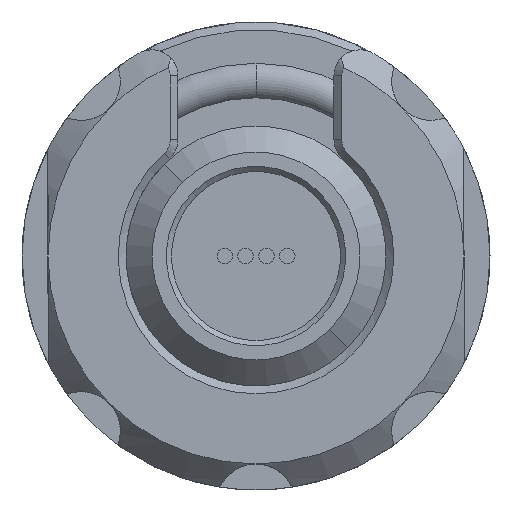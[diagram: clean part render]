
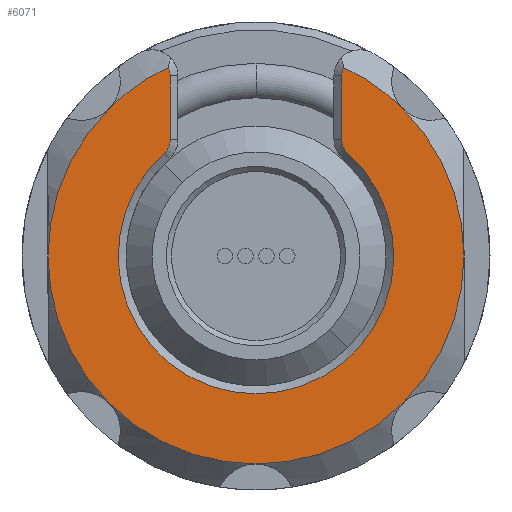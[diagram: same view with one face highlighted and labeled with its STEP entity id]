
A CAD part, front view. The second image highlights one B-rep face of the part: STEP entity #6071.
In plain terms, the highlighted planar face has unit normal (0, -1, 0).
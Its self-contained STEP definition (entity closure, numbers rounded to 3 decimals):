
#195 = DIRECTION ( 'NONE',  ( 0.707, 0., 0.707 ) ) ;
#207 = CIRCLE ( 'NONE', #2293, 8. ) ;
#247 = CIRCLE ( 'NONE', #638, 8. ) ;
#262 = EDGE_CURVE ( 'NONE', #4043, #5632, #5377, .T. ) ;
#268 = ORIENTED_EDGE ( 'NONE', *, *, #5025, .T. ) ;
#308 = AXIS2_PLACEMENT_3D ( 'NONE', #5736, #2064, #2024 ) ;
#310 = EDGE_CURVE ( 'NONE', #7302, #7067, #4086, .T. ) ;
#318 = VERTEX_POINT ( 'NONE', #7309 ) ;
#366 = EDGE_CURVE ( 'NONE', #5632, #7302, #1721, .T. ) ;
#456 = AXIS2_PLACEMENT_3D ( 'NONE', #5737, #2146, #195 ) ;
#470 = CIRCLE ( 'NONE', #6209, 0.7 ) ;
#543 = CARTESIAN_POINT ( 'NONE',  ( 0., -13.652, 0. ) ) ;
#585 = DIRECTION ( 'NONE',  ( 0., -1., 0. ) ) ;
#638 = AXIS2_PLACEMENT_3D ( 'NONE', #2631, #5125, #641 ) ;
#641 = DIRECTION ( 'NONE',  ( 0.707, 0., 0.707 ) ) ;
#666 = CARTESIAN_POINT ( 'NONE',  ( 0., -13.652, 0. ) ) ;
#710 = DIRECTION ( 'NONE',  ( 0.707, 0., 0.707 ) ) ;
#858 = ORIENTED_EDGE ( 'NONE', *, *, #310, .T. ) ;
#937 = VERTEX_POINT ( 'NONE', #6435 ) ;
#951 = CARTESIAN_POINT ( 'NONE',  ( 3.379, -13.652, 7.251 ) ) ;
#975 = EDGE_CURVE ( 'NONE', #4511, #1472, #5003, .T. ) ;
#1061 = DIRECTION ( 'NONE',  ( 0., -1., 0. ) ) ;
#1181 = CARTESIAN_POINT ( 'NONE',  ( 5.657, -13.652, 5.657 ) ) ;
#1190 = DIRECTION ( 'NONE',  ( 0.707, 0., 0.707 ) ) ;
#1196 = CARTESIAN_POINT ( 'NONE',  ( 3.3, -13.652, 4.472 ) ) ;
#1304 = ORIENTED_EDGE ( 'NONE', *, *, #2098, .T. ) ;
#1398 = CIRCLE ( 'NONE', #5968, 8. ) ;
#1472 = VERTEX_POINT ( 'NONE', #7195 ) ;
#1489 = ORIENTED_EDGE ( 'NONE', *, *, #7046, .T. ) ;
#1529 = VERTEX_POINT ( 'NONE', #1196 ) ;
#1577 = EDGE_LOOP ( 'NONE', ( #858, #3036, #268, #4561, #4084, #6879, #1304, #1489, #4599, #5567, #7446, #7733, #6576, #4824, #7514 ) ) ;
#1721 = CIRCLE ( 'NONE', #4210, 0.7 ) ;
#1732 = CARTESIAN_POINT ( 'NONE',  ( -4., -13.652, 6.928 ) ) ;
#1851 = AXIS2_PLACEMENT_3D ( 'NONE', #4002, #2169, #2045 ) ;
#1928 = CIRCLE ( 'NONE', #3759, 8. ) ;
#2011 = CIRCLE ( 'NONE', #456, 8. ) ;
#2024 = DIRECTION ( 'NONE',  ( 0., 0., 1. ) ) ;
#2045 = DIRECTION ( 'NONE',  ( 0., 0., 1. ) ) ;
#2060 = CIRCLE ( 'NONE', #7015, 8. ) ;
#2064 = DIRECTION ( 'NONE',  ( 0., -1., 0. ) ) ;
#2098 = EDGE_CURVE ( 'NONE', #6719, #4951, #2011, .T. ) ;
#2146 = DIRECTION ( 'NONE',  ( 0., -1., 0. ) ) ;
#2169 = DIRECTION ( 'NONE',  ( 0., 1., 0. ) ) ;
#2175 = VERTEX_POINT ( 'NONE', #4761 ) ;
#2237 = DIRECTION ( 'NONE',  ( 0., -1., 0. ) ) ;
#2279 = DIRECTION ( 'NONE',  ( 0.707, 0., 0.707 ) ) ;
#2293 = AXIS2_PLACEMENT_3D ( 'NONE', #3634, #3592, #1190 ) ;
#2452 = CARTESIAN_POINT ( 'NONE',  ( 4., -13.652, 4.472 ) ) ;
#2454 = DIRECTION ( 'NONE',  ( 0.707, 0., 0.707 ) ) ;
#2607 = CIRCLE ( 'NONE', #7163, 8. ) ;
#2631 = CARTESIAN_POINT ( 'NONE',  ( 0., -13.652, 0. ) ) ;
#2858 = AXIS2_PLACEMENT_3D ( 'NONE', #4115, #1061, #2279 ) ;
#2938 = DIRECTION ( 'NONE',  ( 0., 0., 1. ) ) ;
#2985 = EDGE_CURVE ( 'NONE', #937, #3458, #207, .T. ) ;
#2998 = EDGE_CURVE ( 'NONE', #318, #5505, #6332, .T. ) ;
#3005 = CARTESIAN_POINT ( 'NONE',  ( 0., -13.652, 0. ) ) ;
#3021 = DIRECTION ( 'NONE',  ( 0., -1., 0. ) ) ;
#3036 = ORIENTED_EDGE ( 'NONE', *, *, #6232, .T. ) ;
#3098 = EDGE_CURVE ( 'NONE', #1529, #4043, #470, .T. ) ;
#3426 = CARTESIAN_POINT ( 'NONE',  ( -5.657, -13.652, 5.657 ) ) ;
#3458 = VERTEX_POINT ( 'NONE', #1181 ) ;
#3592 = DIRECTION ( 'NONE',  ( 0., -1., 0. ) ) ;
#3634 = CARTESIAN_POINT ( 'NONE',  ( 0., -13.652, 0. ) ) ;
#3671 = DIRECTION ( 'NONE',  ( 0.707, 0., 0.707 ) ) ;
#3759 = AXIS2_PLACEMENT_3D ( 'NONE', #3005, #4929, #4807 ) ;
#4002 = CARTESIAN_POINT ( 'NONE',  ( 0., -13.652, 0. ) ) ;
#4028 = CARTESIAN_POINT ( 'NONE',  ( 0., -13.652, 0. ) ) ;
#4043 = VERTEX_POINT ( 'NONE', #4789 ) ;
#4084 = ORIENTED_EDGE ( 'NONE', *, *, #2998, .T. ) ;
#4086 = LINE ( 'NONE', #6586, #7719 ) ;
#4115 = CARTESIAN_POINT ( 'NONE',  ( 0., -13.652, 0. ) ) ;
#4203 = CARTESIAN_POINT ( 'NONE',  ( -3.533, -13.652, 3.95 ) ) ;
#4210 = AXIS2_PLACEMENT_3D ( 'NONE', #4783, #4704, #2938 ) ;
#4230 = DIRECTION ( 'NONE',  ( 0., -1., 0. ) ) ;
#4243 = EDGE_CURVE ( 'NONE', #5505, #6719, #1398, .T. ) ;
#4286 = CIRCLE ( 'NONE', #5330, 0.7 ) ;
#4303 = CARTESIAN_POINT ( 'NONE',  ( -3.3, -13.652, 4.472 ) ) ;
#4511 = VERTEX_POINT ( 'NONE', #951 ) ;
#4520 = VERTEX_POINT ( 'NONE', #3426 ) ;
#4561 = ORIENTED_EDGE ( 'NONE', *, *, #7908, .T. ) ;
#4599 = ORIENTED_EDGE ( 'NONE', *, *, #2985, .T. ) ;
#4704 = DIRECTION ( 'NONE',  ( 0., -1., 0. ) ) ;
#4727 = CARTESIAN_POINT ( 'NONE',  ( 5.657, -13.652, -5.657 ) ) ;
#4728 = PLANE ( 'NONE',  #2858 ) ;
#4740 = DIRECTION ( 'NONE',  ( 0., 0., 1. ) ) ;
#4761 = CARTESIAN_POINT ( 'NONE',  ( -3.379, -13.652, 7.251 ) ) ;
#4783 = CARTESIAN_POINT ( 'NONE',  ( -4., -13.652, 4.472 ) ) ;
#4789 = CARTESIAN_POINT ( 'NONE',  ( 3.533, -13.652, 3.95 ) ) ;
#4807 = DIRECTION ( 'NONE',  ( 0.707, 0., 0.707 ) ) ;
#4824 = ORIENTED_EDGE ( 'NONE', *, *, #262, .T. ) ;
#4929 = DIRECTION ( 'NONE',  ( 0., -1., 0. ) ) ;
#4951 = VERTEX_POINT ( 'NONE', #4727 ) ;
#5003 = CIRCLE ( 'NONE', #308, 0.7 ) ;
#5025 = EDGE_CURVE ( 'NONE', #2175, #4520, #1928, .T. ) ;
#5125 = DIRECTION ( 'NONE',  ( 0., -1., 0. ) ) ;
#5330 = AXIS2_PLACEMENT_3D ( 'NONE', #1732, #4230, #6807 ) ;
#5336 = DIRECTION ( 'NONE',  ( 0., 0., -1. ) ) ;
#5377 = CIRCLE ( 'NONE', #1851, 5.3 ) ;
#5394 = EDGE_CURVE ( 'NONE', #3458, #4511, #2060, .T. ) ;
#5505 = VERTEX_POINT ( 'NONE', #7471 ) ;
#5567 = ORIENTED_EDGE ( 'NONE', *, *, #5394, .T. ) ;
#5612 = CARTESIAN_POINT ( 'NONE',  ( -3.3, -13.652, 6.928 ) ) ;
#5632 = VERTEX_POINT ( 'NONE', #4203 ) ;
#5736 = CARTESIAN_POINT ( 'NONE',  ( 4., -13.652, 6.928 ) ) ;
#5737 = CARTESIAN_POINT ( 'NONE',  ( 0., -13.652, 0. ) ) ;
#5913 = LINE ( 'NONE', #6573, #7946 ) ;
#5968 = AXIS2_PLACEMENT_3D ( 'NONE', #8041, #6262, #2454 ) ;
#6071 = ADVANCED_FACE ( 'NONE', ( #7135 ), #4728, .T. ) ;
#6209 = AXIS2_PLACEMENT_3D ( 'NONE', #2452, #6825, #7584 ) ;
#6232 = EDGE_CURVE ( 'NONE', #7067, #2175, #4286, .T. ) ;
#6262 = DIRECTION ( 'NONE',  ( 0., -1., 0. ) ) ;
#6332 = CIRCLE ( 'NONE', #6855, 8. ) ;
#6435 = CARTESIAN_POINT ( 'NONE',  ( 8., -13.652, 0. ) ) ;
#6573 = CARTESIAN_POINT ( 'NONE',  ( 3.3, -13.652, 4.472 ) ) ;
#6576 = ORIENTED_EDGE ( 'NONE', *, *, #3098, .T. ) ;
#6586 = CARTESIAN_POINT ( 'NONE',  ( -3.3, -13.652, 6.928 ) ) ;
#6719 = VERTEX_POINT ( 'NONE', #7090 ) ;
#6807 = DIRECTION ( 'NONE',  ( 0., 0., 1. ) ) ;
#6825 = DIRECTION ( 'NONE',  ( 0., -1., 0. ) ) ;
#6855 = AXIS2_PLACEMENT_3D ( 'NONE', #666, #3021, #3671 ) ;
#6879 = ORIENTED_EDGE ( 'NONE', *, *, #4243, .T. ) ;
#7015 = AXIS2_PLACEMENT_3D ( 'NONE', #543, #585, #710 ) ;
#7046 = EDGE_CURVE ( 'NONE', #4951, #937, #247, .T. ) ;
#7067 = VERTEX_POINT ( 'NONE', #5612 ) ;
#7090 = CARTESIAN_POINT ( 'NONE',  ( 0., -13.652, -8. ) ) ;
#7133 = DIRECTION ( 'NONE',  ( 0.707, 0., 0.707 ) ) ;
#7135 = FACE_OUTER_BOUND ( 'NONE', #1577, .T. ) ;
#7163 = AXIS2_PLACEMENT_3D ( 'NONE', #4028, #2237, #7133 ) ;
#7195 = CARTESIAN_POINT ( 'NONE',  ( 3.3, -13.652, 6.928 ) ) ;
#7302 = VERTEX_POINT ( 'NONE', #4303 ) ;
#7309 = CARTESIAN_POINT ( 'NONE',  ( -8., -13.652, 0. ) ) ;
#7446 = ORIENTED_EDGE ( 'NONE', *, *, #975, .T. ) ;
#7471 = CARTESIAN_POINT ( 'NONE',  ( -5.657, -13.652, -5.657 ) ) ;
#7514 = ORIENTED_EDGE ( 'NONE', *, *, #366, .T. ) ;
#7584 = DIRECTION ( 'NONE',  ( 0., 0., 1. ) ) ;
#7719 = VECTOR ( 'NONE', #4740, 1000. ) ;
#7733 = ORIENTED_EDGE ( 'NONE', *, *, #7960, .T. ) ;
#7908 = EDGE_CURVE ( 'NONE', #4520, #318, #2607, .T. ) ;
#7946 = VECTOR ( 'NONE', #5336, 1000. ) ;
#7960 = EDGE_CURVE ( 'NONE', #1472, #1529, #5913, .T. ) ;
#8041 = CARTESIAN_POINT ( 'NONE',  ( 0., -13.652, 0. ) ) ;
